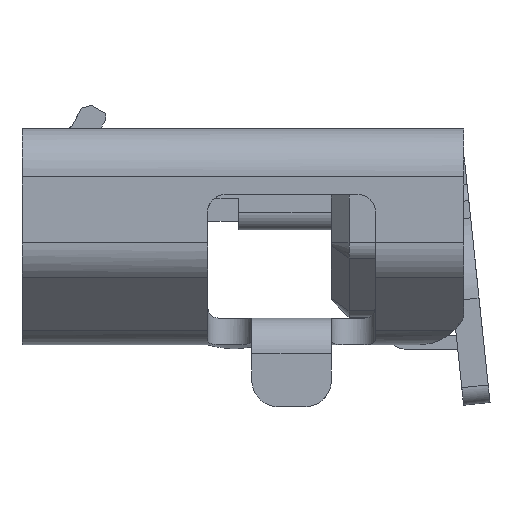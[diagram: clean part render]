
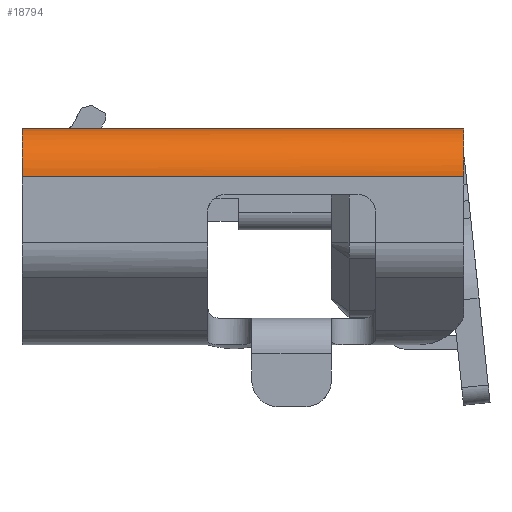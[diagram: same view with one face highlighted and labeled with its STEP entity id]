
A CAD part, front view. The second image highlights one B-rep face of the part: STEP entity #18794.
In plain terms, the highlighted cylindrical face has radius 0.55 mm (diameter 1.1 mm), a partial arc.
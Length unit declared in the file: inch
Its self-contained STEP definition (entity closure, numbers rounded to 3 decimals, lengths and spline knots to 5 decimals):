
#268 = CARTESIAN_POINT ( 'NONE',  ( 0.19685, 0.0161, 0.02093 ) ) ;
#327 = CARTESIAN_POINT ( 'NONE',  ( 0.19685, 0.00294, 0.01092 ) ) ;
#401 = VECTOR ( 'NONE', #16745, 39.37008 ) ;
#1339 = VERTEX_POINT ( 'NONE', #10193 ) ;
#1467 = CARTESIAN_POINT ( 'NONE',  ( 0.19685, 0.01026, 0.01852 ) ) ;
#1752 = ORIENTED_EDGE ( 'NONE', *, *, #6211, .F. ) ;
#2024 = CARTESIAN_POINT ( 'NONE',  ( 0.19685, 0., 0. ) ) ;
#2312 = DIRECTION ( 'NONE',  ( -1., 0., 0. ) ) ;
#3059 = CARTESIAN_POINT ( 'NONE',  ( 0.19685, 0.00536, 0.01435 ) ) ;
#3798 = CYLINDRICAL_SURFACE ( 'NONE', #10380, 0.02165 ) ;
#4647 = LINE ( 'NONE', #10703, #401 ) ;
#4800 = CARTESIAN_POINT ( 'NONE',  ( 0.19685, 0.00055, 0.0057 ) ) ;
#4865 = ORIENTED_EDGE ( 'NONE', *, *, #18733, .F. ) ;
#5930 = ORIENTED_EDGE ( 'NONE', *, *, #7622, .T. ) ;
#5971 = ORIENTED_EDGE ( 'NONE', *, *, #12323, .F. ) ;
#6211 = EDGE_CURVE ( 'NONE', #6262, #1339, #16886, .T. ) ;
#6262 = VERTEX_POINT ( 'NONE', #15613 ) ;
#6329 = CARTESIAN_POINT ( 'NONE',  ( 0.19685, 0.0121, 0.01949 ) ) ;
#6903 = CARTESIAN_POINT ( 'NONE',  ( 0.09843, 0.02165, 0.02165 ) ) ;
#6958 = CARTESIAN_POINT ( 'NONE',  ( 0.19685, 0.02165, 0. ) ) ;
#7528 = CARTESIAN_POINT ( 'NONE',  ( 0.19685, 0.00854, 0.01725 ) ) ;
#7622 = EDGE_CURVE ( 'NONE', #6262, #17677, #19124, .T. ) ;
#7830 = CARTESIAN_POINT ( 'NONE',  ( 0.19685, 0.02165, 0.02165 ) ) ;
#8259 = DIRECTION ( 'NONE',  ( 0., 0., 1. ) ) ;
#9020 = CARTESIAN_POINT ( 'NONE',  ( 0.19685, 0.01473, 0.02052 ) ) ;
#9746 = DIRECTION ( 'NONE',  ( 0., 0., 1. ) ) ;
#10193 = CARTESIAN_POINT ( 'NONE',  ( 0.19685, 0., 0. ) ) ;
#10380 = AXIS2_PLACEMENT_3D ( 'NONE', #6958, #11239, #9746 ) ;
#10515 = CARTESIAN_POINT ( 'NONE',  ( 0.19685, 0.01816, 0.02145 ) ) ;
#10703 = CARTESIAN_POINT ( 'NONE',  ( 0.09843, 0., 0. ) ) ;
#11239 = DIRECTION ( 'NONE',  ( -1., 0., 0. ) ) ;
#11720 = EDGE_LOOP ( 'NONE', ( #1752, #5930, #4865, #5971 ) ) ;
#11744 = CARTESIAN_POINT ( 'NONE',  ( 0., 0., 0. ) ) ;
#12323 = EDGE_CURVE ( 'NONE', #1339, #14501, #4647, .T. ) ;
#12343 = CARTESIAN_POINT ( 'NONE',  ( 0.19685, 0., 0.00294 ) ) ;
#12375 = CARTESIAN_POINT ( 'NONE',  ( 0., 0.02165, 0.02165 ) ) ;
#13588 = CARTESIAN_POINT ( 'NONE',  ( 0.19685, 0.00742, 0.01633 ) ) ;
#13735 = CARTESIAN_POINT ( 'NONE',  ( 0.19685, 0.00192, 0.00893 ) ) ;
#13790 = CARTESIAN_POINT ( 'NONE',  ( 0.19685, 0.00404, 0.01275 ) ) ;
#13865 = AXIS2_PLACEMENT_3D ( 'NONE', #14320, #2312, #8259 ) ;
#13885 = CARTESIAN_POINT ( 'NONE',  ( 0.19685, 0.02025, 0.02165 ) ) ;
#14320 = CARTESIAN_POINT ( 'NONE',  ( 0., 0.02165, 0. ) ) ;
#14495 = CIRCLE ( 'NONE', #13865, 0.02165 ) ;
#14501 = VERTEX_POINT ( 'NONE', #11744 ) ;
#15070 = CARTESIAN_POINT ( 'NONE',  ( 0.19685, 0.014, 0.02026 ) ) ;
#15613 = CARTESIAN_POINT ( 'NONE',  ( 0.19685, 0.02165, 0.02165 ) ) ;
#16029 = DIRECTION ( 'NONE',  ( -1., 0., 0. ) ) ;
#16745 = DIRECTION ( 'NONE',  ( -1., 0., 0. ) ) ;
#16886 = B_SPLINE_CURVE_WITH_KNOTS ( 'NONE', 3,
 ( #7830, #13885, #10515, #268, #9020, #15070, #6329, #1467, #7528, #13588, #19642, #3059, #13790, #327, #17102, #13735, #4800, #12343, #2024 ),
 .UNSPECIFIED., .F., .F.,
 ( 4, 1, 2, 2, 1, 2, 2, 1, 2, 2, 4 ),
 ( 0., 0.125, 0.1875, 0.25, 0.375, 0.4375, 0.5, 0.625, 0.6875, 0.75, 1. ),
 .UNSPECIFIED. ) ;
#17102 = CARTESIAN_POINT ( 'NONE',  ( 0.19685, 0.00226, 0.00964 ) ) ;
#17388 = FACE_OUTER_BOUND ( 'NONE', #11720, .T. ) ;
#17677 = VERTEX_POINT ( 'NONE', #12375 ) ;
#18733 = EDGE_CURVE ( 'NONE', #14501, #17677, #14495, .T. ) ;
#18794 = ADVANCED_FACE ( 'NONE', ( #17388 ), #3798, .T. ) ;
#19040 = VECTOR ( 'NONE', #16029, 39.37008 ) ;
#19124 = LINE ( 'NONE', #6903, #19040 ) ;
#19642 = CARTESIAN_POINT ( 'NONE',  ( 0.19685, 0.00683, 0.01579 ) ) ;
